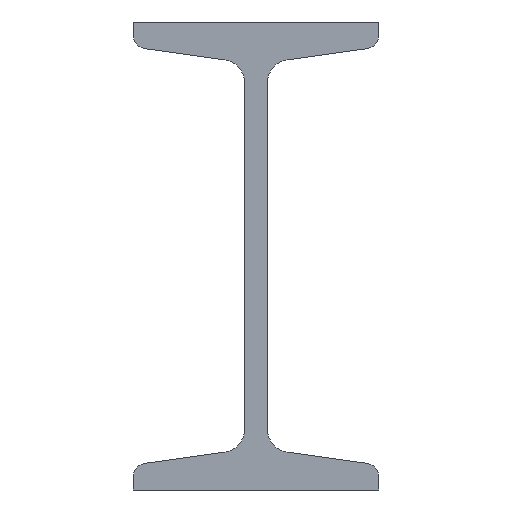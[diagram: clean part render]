
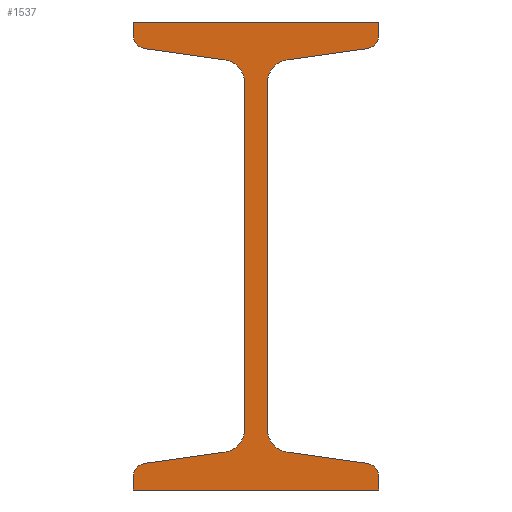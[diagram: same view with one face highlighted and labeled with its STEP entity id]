
A CAD part, front view. The second image highlights one B-rep face of the part: STEP entity #1537.
In plain terms, the highlighted planar face has unit normal (0, -1, 0).
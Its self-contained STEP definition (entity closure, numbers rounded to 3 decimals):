
#2=DIRECTION('',(0.,0.,1.));
#3=VECTOR('',#2,2.267);
#4=CARTESIAN_POINT('',(-21.,0.,-40.));
#5=LINE('',#4,#3);
#6=CARTESIAN_POINT('',(-18.7,0.,-37.733));
#7=DIRECTION('',(0.,1.,0.));
#8=DIRECTION('',(-1.,0.,0.));
#9=AXIS2_PLACEMENT_3D('',#6,#7,#8);
#11=DIRECTION('',(0.99,0.,0.139));
#12=VECTOR('',#11,13.848);
#13=CARTESIAN_POINT('',(-19.02,0.,-35.455));
#14=LINE('',#13,#12);
#15=CARTESIAN_POINT('',(-5.85,0.,-29.666));
#16=DIRECTION('',(0.,-1.,0.));
#17=DIRECTION('',(0.139,0.,-0.99));
#18=AXIS2_PLACEMENT_3D('',#15,#16,#17);
#20=DIRECTION('',(0.,0.,1.));
#21=VECTOR('',#20,59.332);
#22=CARTESIAN_POINT('',(-1.95,0.,-29.666));
#23=LINE('',#22,#21);
#24=CARTESIAN_POINT('',(-5.85,0.,29.666));
#25=DIRECTION('',(0.,-1.,0.));
#26=DIRECTION('',(1.,0.,0.));
#27=AXIS2_PLACEMENT_3D('',#24,#25,#26);
#29=DIRECTION('',(-0.99,0.,0.139));
#30=VECTOR('',#29,13.848);
#31=CARTESIAN_POINT('',(-5.307,0.,33.528));
#32=LINE('',#31,#30);
#33=CARTESIAN_POINT('',(-18.7,0.,37.733));
#34=DIRECTION('',(0.,1.,0.));
#35=DIRECTION('',(-0.139,0.,-0.99));
#36=AXIS2_PLACEMENT_3D('',#33,#34,#35);
#38=DIRECTION('',(0.,0.,1.));
#39=VECTOR('',#38,2.267);
#40=CARTESIAN_POINT('',(-21.,0.,37.733));
#41=LINE('',#40,#39);
#42=DIRECTION('',(1.,0.,0.));
#43=VECTOR('',#42,42.);
#44=CARTESIAN_POINT('',(-21.,0.,40.));
#45=LINE('',#44,#43);
#46=DIRECTION('',(0.,0.,-1.));
#47=VECTOR('',#46,2.267);
#48=CARTESIAN_POINT('',(21.,0.,40.));
#49=LINE('',#48,#47);
#50=CARTESIAN_POINT('',(18.7,0.,37.733));
#51=DIRECTION('',(0.,1.,0.));
#52=DIRECTION('',(1.,0.,0.));
#53=AXIS2_PLACEMENT_3D('',#50,#51,#52);
#55=DIRECTION('',(-0.99,0.,-0.139));
#56=VECTOR('',#55,13.848);
#57=CARTESIAN_POINT('',(19.02,0.,35.455));
#58=LINE('',#57,#56);
#59=CARTESIAN_POINT('',(5.85,0.,29.666));
#60=DIRECTION('',(0.,-1.,0.));
#61=DIRECTION('',(-0.139,0.,0.99));
#62=AXIS2_PLACEMENT_3D('',#59,#60,#61);
#64=DIRECTION('',(0.,0.,-1.));
#65=VECTOR('',#64,59.332);
#66=CARTESIAN_POINT('',(1.95,0.,29.666));
#67=LINE('',#66,#65);
#68=CARTESIAN_POINT('',(5.85,0.,-29.666));
#69=DIRECTION('',(0.,-1.,0.));
#70=DIRECTION('',(-1.,0.,0.));
#71=AXIS2_PLACEMENT_3D('',#68,#69,#70);
#73=DIRECTION('',(0.99,0.,-0.139));
#74=VECTOR('',#73,13.848);
#75=CARTESIAN_POINT('',(5.307,0.,-33.528));
#76=LINE('',#75,#74);
#77=CARTESIAN_POINT('',(18.7,0.,-37.733));
#78=DIRECTION('',(0.,1.,0.));
#79=DIRECTION('',(0.139,0.,0.99));
#80=AXIS2_PLACEMENT_3D('',#77,#78,#79);
#82=DIRECTION('',(0.,0.,-1.));
#83=VECTOR('',#82,2.267);
#84=CARTESIAN_POINT('',(21.,0.,-37.733));
#85=LINE('',#84,#83);
#86=DIRECTION('',(-1.,0.,0.));
#87=VECTOR('',#86,42.);
#88=CARTESIAN_POINT('',(21.,0.,-40.));
#89=LINE('',#88,#87);
#1122=CARTESIAN_POINT('',(-21.,0.,-40.));
#1123=CARTESIAN_POINT('',(-21.,0.,-37.733));
#1124=VERTEX_POINT('',#1122);
#1125=VERTEX_POINT('',#1123);
#1126=CARTESIAN_POINT('',(-19.02,0.,-35.455));
#1127=VERTEX_POINT('',#1126);
#1128=CARTESIAN_POINT('',(-5.307,0.,-33.528));
#1129=VERTEX_POINT('',#1128);
#1130=CARTESIAN_POINT('',(-1.95,0.,-29.666));
#1131=VERTEX_POINT('',#1130);
#1132=CARTESIAN_POINT('',(-1.95,0.,29.666));
#1133=VERTEX_POINT('',#1132);
#1134=CARTESIAN_POINT('',(-5.307,0.,33.528));
#1135=VERTEX_POINT('',#1134);
#1136=CARTESIAN_POINT('',(-19.02,0.,35.455));
#1137=VERTEX_POINT('',#1136);
#1138=CARTESIAN_POINT('',(-21.,0.,37.733));
#1139=VERTEX_POINT('',#1138);
#1140=CARTESIAN_POINT('',(-21.,0.,40.));
#1141=VERTEX_POINT('',#1140);
#1142=CARTESIAN_POINT('',(21.,0.,40.));
#1143=VERTEX_POINT('',#1142);
#1144=CARTESIAN_POINT('',(21.,0.,37.733));
#1145=VERTEX_POINT('',#1144);
#1146=CARTESIAN_POINT('',(19.02,0.,35.455));
#1147=VERTEX_POINT('',#1146);
#1148=CARTESIAN_POINT('',(5.307,0.,33.528));
#1149=VERTEX_POINT('',#1148);
#1150=CARTESIAN_POINT('',(1.95,0.,29.666));
#1151=VERTEX_POINT('',#1150);
#1152=CARTESIAN_POINT('',(1.95,0.,-29.666));
#1153=VERTEX_POINT('',#1152);
#1154=CARTESIAN_POINT('',(5.307,0.,-33.528));
#1155=VERTEX_POINT('',#1154);
#1156=CARTESIAN_POINT('',(19.02,0.,-35.455));
#1157=VERTEX_POINT('',#1156);
#1158=CARTESIAN_POINT('',(21.,0.,-37.733));
#1159=VERTEX_POINT('',#1158);
#1160=CARTESIAN_POINT('',(21.,0.,-40.));
#1161=VERTEX_POINT('',#1160);
#1490=CARTESIAN_POINT('',(0.,0.,0.));
#1491=DIRECTION('',(0.,1.,0.));
#1492=DIRECTION('',(1.,0.,0.));
#1493=AXIS2_PLACEMENT_3D('',#1490,#1491,#1492);
#1494=PLANE('',#1493);
#1496=ORIENTED_EDGE('',*,*,#1495,.T.);
#1498=ORIENTED_EDGE('',*,*,#1497,.T.);
#1500=ORIENTED_EDGE('',*,*,#1499,.T.);
#1502=ORIENTED_EDGE('',*,*,#1501,.T.);
#1504=ORIENTED_EDGE('',*,*,#1503,.T.);
#1506=ORIENTED_EDGE('',*,*,#1505,.T.);
#1508=ORIENTED_EDGE('',*,*,#1507,.T.);
#1510=ORIENTED_EDGE('',*,*,#1509,.T.);
#1512=ORIENTED_EDGE('',*,*,#1511,.T.);
#1514=ORIENTED_EDGE('',*,*,#1513,.T.);
#1516=ORIENTED_EDGE('',*,*,#1515,.T.);
#1518=ORIENTED_EDGE('',*,*,#1517,.T.);
#1520=ORIENTED_EDGE('',*,*,#1519,.T.);
#1522=ORIENTED_EDGE('',*,*,#1521,.T.);
#1524=ORIENTED_EDGE('',*,*,#1523,.T.);
#1526=ORIENTED_EDGE('',*,*,#1525,.T.);
#1528=ORIENTED_EDGE('',*,*,#1527,.T.);
#1530=ORIENTED_EDGE('',*,*,#1529,.T.);
#1532=ORIENTED_EDGE('',*,*,#1531,.T.);
#1534=ORIENTED_EDGE('',*,*,#1533,.T.);
#1535=EDGE_LOOP('',(#1496,#1498,#1500,#1502,#1504,#1506,#1508,#1510,#1512,#1514,
#1516,#1518,#1520,#1522,#1524,#1526,#1528,#1530,#1532,#1534));
#1536=FACE_OUTER_BOUND('',#1535,.F.);
#1537=ADVANCED_FACE('',(#1536),#1494,.F.);
#10=CIRCLE('',#9,2.3);
#19=CIRCLE('',#18,3.9);
#28=CIRCLE('',#27,3.9);
#37=CIRCLE('',#36,2.3);
#54=CIRCLE('',#53,2.3);
#63=CIRCLE('',#62,3.9);
#72=CIRCLE('',#71,3.9);
#81=CIRCLE('',#80,2.3);
#1495=EDGE_CURVE('',#1124,#1125,#5,.T.);
#1497=EDGE_CURVE('',#1125,#1127,#10,.T.);
#1499=EDGE_CURVE('',#1127,#1129,#14,.T.);
#1501=EDGE_CURVE('',#1129,#1131,#19,.T.);
#1503=EDGE_CURVE('',#1131,#1133,#23,.T.);
#1505=EDGE_CURVE('',#1133,#1135,#28,.T.);
#1507=EDGE_CURVE('',#1135,#1137,#32,.T.);
#1509=EDGE_CURVE('',#1137,#1139,#37,.T.);
#1511=EDGE_CURVE('',#1139,#1141,#41,.T.);
#1513=EDGE_CURVE('',#1141,#1143,#45,.T.);
#1515=EDGE_CURVE('',#1143,#1145,#49,.T.);
#1517=EDGE_CURVE('',#1145,#1147,#54,.T.);
#1519=EDGE_CURVE('',#1147,#1149,#58,.T.);
#1521=EDGE_CURVE('',#1149,#1151,#63,.T.);
#1523=EDGE_CURVE('',#1151,#1153,#67,.T.);
#1525=EDGE_CURVE('',#1153,#1155,#72,.T.);
#1527=EDGE_CURVE('',#1155,#1157,#76,.T.);
#1529=EDGE_CURVE('',#1157,#1159,#81,.T.);
#1531=EDGE_CURVE('',#1159,#1161,#85,.T.);
#1533=EDGE_CURVE('',#1161,#1124,#89,.T.);
